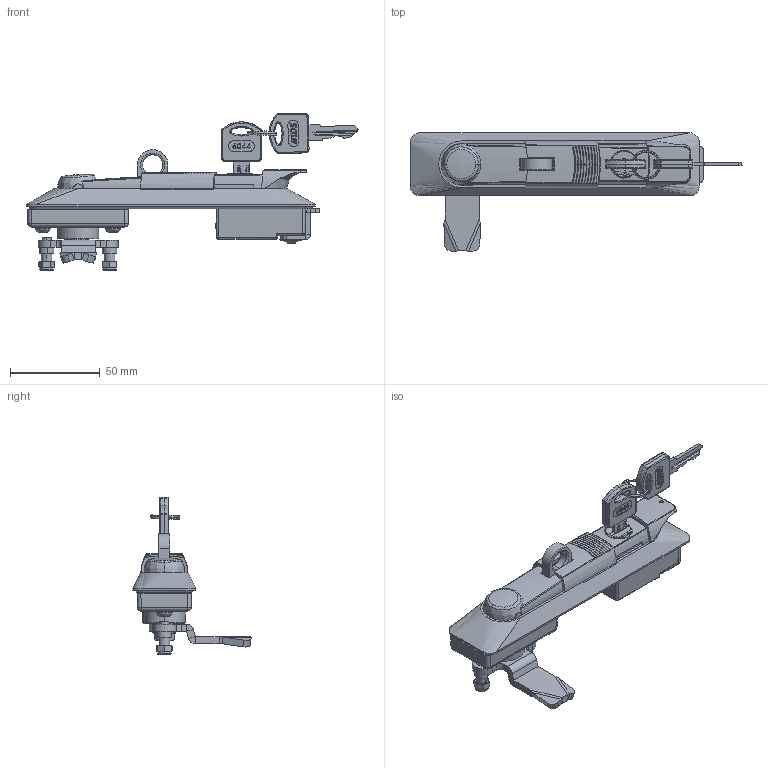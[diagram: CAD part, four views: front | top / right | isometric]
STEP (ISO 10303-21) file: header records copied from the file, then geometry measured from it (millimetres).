
FILE_DESCRIPTION (( 'STEP AP203' ), '1' );
FILE_NAME ('KI11.01.1214.2.STEP', '2022-03-21T12:17:08', ( '' ), ( '' ), 'SwSTEP 2.0', 'SolidWorks 2021', '' );
FILE_SCHEMA (( 'CONFIG_CONTROL_DESIGN' ));
Length unit declared in the file: millimetre
Products named in the file (1): KI11.01.1214.2
Bounding box: 184.64 x 65.78 x 87.86 mm (x, y, z)
Surface area: 45169.2 mm2 (no closed solid volume)
Topology: 0 solids, 40 shells, 1003 faces, 3217 edges, 2199 vertices
Faces by surface type: plane 391, bspline 269, cylinder 170, torus 80, cone 79, sphere 14
Entity records: 55562 total; most frequent: CARTESIAN_POINT 30988, ORIENTED_EDGE 5402, DIRECTION 3868, EDGE_CURVE 3216, VERTEX_POINT 2199, AXIS2_PLACEMENT_3D 1314, B_SPLINE_CURVE_WITH_KNOTS 1273, VECTOR 1240
